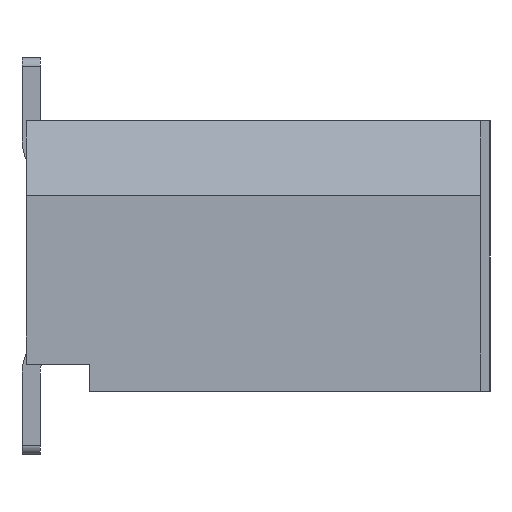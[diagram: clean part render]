
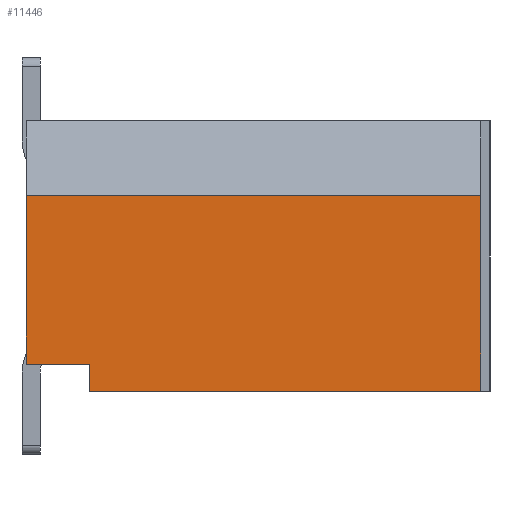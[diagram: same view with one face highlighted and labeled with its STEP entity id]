
A CAD part, left-side view. The second image highlights one B-rep face of the part: STEP entity #11446.
In plain terms, the highlighted planar face has unit normal (-1, 0, 0).
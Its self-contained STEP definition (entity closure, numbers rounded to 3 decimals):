
#1681=ORIENTED_EDGE('',*,*,#3776,.F.);
#1682=ORIENTED_EDGE('',*,*,#4691,.F.);
#1683=ORIENTED_EDGE('',*,*,#4692,.F.);
#1684=ORIENTED_EDGE('',*,*,#4693,.T.);
#1685=ORIENTED_EDGE('',*,*,#4694,.T.);
#1686=ORIENTED_EDGE('',*,*,#4683,.F.);
#3776=EDGE_CURVE('',#5481,#5482,#6615,.T.);
#4683=EDGE_CURVE('',#5482,#6150,#7480,.T.);
#4691=EDGE_CURVE('',#6154,#5481,#7488,.T.);
#4692=EDGE_CURVE('',#6155,#6154,#7489,.T.);
#4693=EDGE_CURVE('',#6155,#6156,#7490,.T.);
#4694=EDGE_CURVE('',#6156,#6150,#7491,.T.);
#5481=VERTEX_POINT('',#15650);
#5482=VERTEX_POINT('',#15652);
#6150=VERTEX_POINT('',#17391);
#6154=VERTEX_POINT('',#17406);
#6155=VERTEX_POINT('',#17408);
#6156=VERTEX_POINT('',#17410);
#6615=LINE('',#15651,#8202);
#7480=LINE('',#17390,#9067);
#7488=LINE('',#17405,#9075);
#7489=LINE('',#17407,#9076);
#7490=LINE('',#17409,#9077);
#7491=LINE('',#17411,#9078);
#8202=VECTOR('',#12628,1000.);
#9067=VECTOR('',#13905,1000.);
#9075=VECTOR('',#13919,1000.);
#9076=VECTOR('',#13920,1000.);
#9077=VECTOR('',#13921,1000.);
#9078=VECTOR('',#13922,1000.);
#9881=EDGE_LOOP('',(#1681,#1682,#1683,#1684,#1685,#1686));
#10422=FACE_BOUND('',#9881,.T.);
#10942=PLANE('',#12078);
#11446=ADVANCED_FACE('',(#10422),#10942,.F.);
#12078=AXIS2_PLACEMENT_3D('',#17404,#13917,#13918);
#12628=DIRECTION('',(0.,0.,1.));
#13905=DIRECTION('',(0.,1.,0.));
#13917=DIRECTION('',(1.,0.,0.));
#13918=DIRECTION('',(0.,0.,-1.));
#13919=DIRECTION('',(0.,1.,0.));
#13920=DIRECTION('',(0.,0.,-1.));
#13921=DIRECTION('',(0.,1.,0.));
#13922=DIRECTION('',(0.,0.,-1.));
#15650=CARTESIAN_POINT('',(-11.5,1.825,-1.5));
#15651=CARTESIAN_POINT('',(-11.5,1.825,-1.5));
#15652=CARTESIAN_POINT('',(-11.5,1.825,-1.2));
#17390=CARTESIAN_POINT('',(-11.5,1.825,-1.2));
#17391=CARTESIAN_POINT('',(-11.5,2.525,-1.2));
#17404=CARTESIAN_POINT('',(-11.5,-2.525,0.672));
#17405=CARTESIAN_POINT('',(-11.5,-2.525,-1.5));
#17406=CARTESIAN_POINT('',(-11.5,-2.525,-1.5));
#17407=CARTESIAN_POINT('',(-11.5,-2.525,0.672));
#17408=CARTESIAN_POINT('',(-11.5,-2.525,0.672));
#17409=CARTESIAN_POINT('',(-11.5,-2.525,0.672));
#17410=CARTESIAN_POINT('',(-11.5,2.525,0.672));
#17411=CARTESIAN_POINT('',(-11.5,2.525,0.672));
